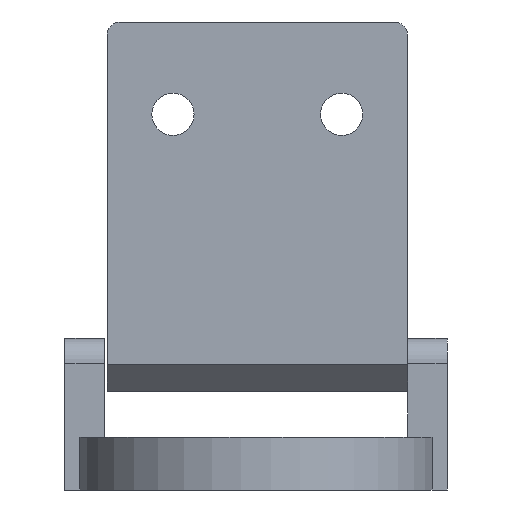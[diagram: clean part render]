
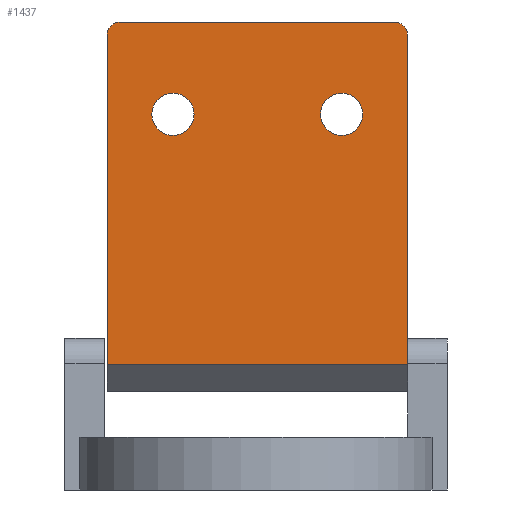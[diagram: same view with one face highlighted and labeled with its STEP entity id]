
A CAD part, front view. The second image highlights one B-rep face of the part: STEP entity #1437.
In plain terms, the highlighted face is planar.
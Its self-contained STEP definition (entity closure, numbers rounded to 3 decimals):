
#1322 = VERTEX_POINT('',#1323);
#1323 = CARTESIAN_POINT('',(-11.4,4.5,27.));
#1329 = EDGE_CURVE('',#1330,#1322,#1332,.T.);
#1330 = VERTEX_POINT('',#1331);
#1331 = CARTESIAN_POINT('',(-11.4,4.5,2.));
#1332 = LINE('',#1333,#1334);
#1333 = CARTESIAN_POINT('',(-11.4,4.5,0.));
#1334 = VECTOR('',#1335,1.);
#1335 = DIRECTION('',(0.,0.,1.));
#1396 = VERTEX_POINT('',#1397);
#1397 = CARTESIAN_POINT('',(11.4,4.5,2.));
#1403 = EDGE_CURVE('',#1330,#1396,#1404,.T.);
#1404 = LINE('',#1405,#1406);
#1405 = CARTESIAN_POINT('',(-11.4,4.5,2.));
#1406 = VECTOR('',#1407,1.);
#1407 = DIRECTION('',(1.,0.,0.));
#1437 = ADVANCED_FACE('',(#1438,#1474,#1485),#1496,.T.);
#1438 = FACE_BOUND('',#1439,.T.);
#1439 = EDGE_LOOP('',(#1440,#1441,#1450,#1458,#1467,#1473));
#1440 = ORIENTED_EDGE('',*,*,#1329,.T.);
#1441 = ORIENTED_EDGE('',*,*,#1442,.F.);
#1442 = EDGE_CURVE('',#1443,#1322,#1445,.T.);
#1443 = VERTEX_POINT('',#1444);
#1444 = CARTESIAN_POINT('',(-10.4,4.5,28.));
#1445 = CIRCLE('',#1446,1.);
#1446 = AXIS2_PLACEMENT_3D('',#1447,#1448,#1449);
#1447 = CARTESIAN_POINT('',(-10.4,4.5,27.));
#1448 = DIRECTION('',(0.,-1.,0.));
#1449 = DIRECTION('',(0.,0.,1.));
#1450 = ORIENTED_EDGE('',*,*,#1451,.T.);
#1451 = EDGE_CURVE('',#1443,#1452,#1454,.T.);
#1452 = VERTEX_POINT('',#1453);
#1453 = CARTESIAN_POINT('',(10.4,4.5,28.));
#1454 = LINE('',#1455,#1456);
#1455 = CARTESIAN_POINT('',(-11.4,4.5,28.));
#1456 = VECTOR('',#1457,1.);
#1457 = DIRECTION('',(1.,0.,0.));
#1458 = ORIENTED_EDGE('',*,*,#1459,.F.);
#1459 = EDGE_CURVE('',#1460,#1452,#1462,.T.);
#1460 = VERTEX_POINT('',#1461);
#1461 = CARTESIAN_POINT('',(11.4,4.5,27.));
#1462 = CIRCLE('',#1463,1.);
#1463 = AXIS2_PLACEMENT_3D('',#1464,#1465,#1466);
#1464 = CARTESIAN_POINT('',(10.4,4.5,27.));
#1465 = DIRECTION('',(0.,-1.,0.));
#1466 = DIRECTION('',(0.,0.,-1.));
#1467 = ORIENTED_EDGE('',*,*,#1468,.F.);
#1468 = EDGE_CURVE('',#1396,#1460,#1469,.T.);
#1469 = LINE('',#1470,#1471);
#1470 = CARTESIAN_POINT('',(11.4,4.5,0.));
#1471 = VECTOR('',#1472,1.);
#1472 = DIRECTION('',(0.,0.,1.));
#1473 = ORIENTED_EDGE('',*,*,#1403,.F.);
#1474 = FACE_BOUND('',#1475,.T.);
#1475 = EDGE_LOOP('',(#1476));
#1476 = ORIENTED_EDGE('',*,*,#1477,.F.);
#1477 = EDGE_CURVE('',#1478,#1478,#1480,.T.);
#1478 = VERTEX_POINT('',#1479);
#1479 = CARTESIAN_POINT('',(4.8,4.5,21.));
#1480 = CIRCLE('',#1481,1.6);
#1481 = AXIS2_PLACEMENT_3D('',#1482,#1483,#1484);
#1482 = CARTESIAN_POINT('',(6.4,4.5,21.));
#1483 = DIRECTION('',(0.,1.,-0.));
#1484 = DIRECTION('',(-1.,0.,0.));
#1485 = FACE_BOUND('',#1486,.T.);
#1486 = EDGE_LOOP('',(#1487));
#1487 = ORIENTED_EDGE('',*,*,#1488,.F.);
#1488 = EDGE_CURVE('',#1489,#1489,#1491,.T.);
#1489 = VERTEX_POINT('',#1490);
#1490 = CARTESIAN_POINT('',(-8.,4.5,21.));
#1491 = CIRCLE('',#1492,1.6);
#1492 = AXIS2_PLACEMENT_3D('',#1493,#1494,#1495);
#1493 = CARTESIAN_POINT('',(-6.4,4.5,21.));
#1494 = DIRECTION('',(0.,1.,-0.));
#1495 = DIRECTION('',(-1.,0.,0.));
#1496 = PLANE('',#1497);
#1497 = AXIS2_PLACEMENT_3D('',#1498,#1499,#1500);
#1498 = CARTESIAN_POINT('',(-11.4,4.5,0.));
#1499 = DIRECTION('',(0.,1.,0.));
#1500 = DIRECTION('',(1.,0.,0.));
